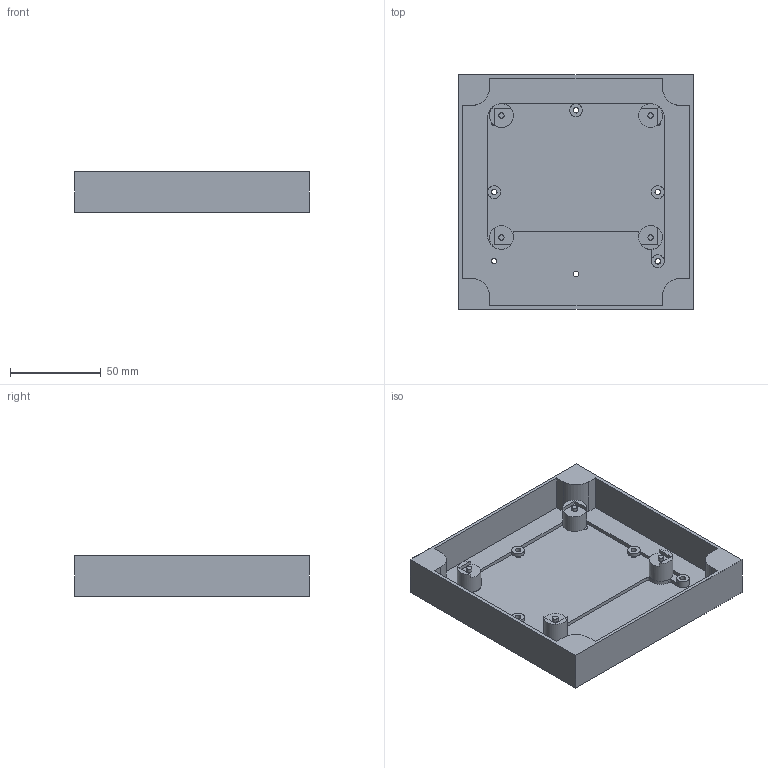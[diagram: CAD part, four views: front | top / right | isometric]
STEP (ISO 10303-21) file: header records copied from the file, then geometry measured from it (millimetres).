
FILE_DESCRIPTION(/* description */ (''),/* implementation_level */ '2;1');
FILE_NAME(/* name */ 'Gehäuse_und_3D-Druck-Teil.stp',/* time_stamp */ '2023-03-20T13:34:40+01:00',/* author */ ('Admin'),/* organization */ (''),/* preprocessor_version */ 'ST-DEVELOPER v19',/* originating_system */ 'Autodesk Inventor 2023',/* authorisation */ '');
FILE_SCHEMA (('AUTOMOTIVE_DESIGN { 1 0 10303 214 3 1 1 }'));
Length unit declared in the file: millimetre
Products named in the file (3): Gehäuse_und_3D-Druck-Teil; Gehäuse_Sensor_Dummy; 3D_Druck_Teil_V2
Assembly tree (2 placements, depth 2):
  Gehäuse_und_3D-Druck-Teil
    Gehäuse_Sensor_Dummy
    3D_Druck_Teil_V2
Bounding box: 129 x 129 x 22 mm (x, y, z)
Volume: 89759.8 mm3; surface area: 71543.1 mm2
Topology: 2 solids, 2 shells, 87 faces, 223 edges, 146 vertices
Faces by surface type: plane 52, cylinder 35
Full cylindrical faces by diameter (mm): 3 x12, 3.2 x4, 7 x4, 13 x4
Entity records: 2838 total; most frequent: DIRECTION 494, CARTESIAN_POINT 462, ORIENTED_EDGE 446, EDGE_CURVE 223, AXIS2_PLACEMENT_3D 178, VERTEX_POINT 145, LINE 138, VECTOR 138
